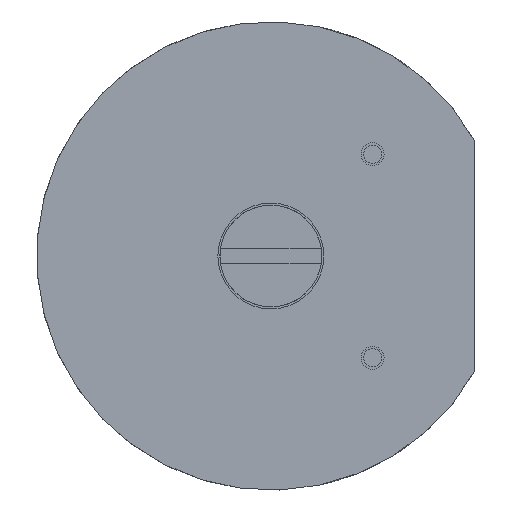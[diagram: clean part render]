
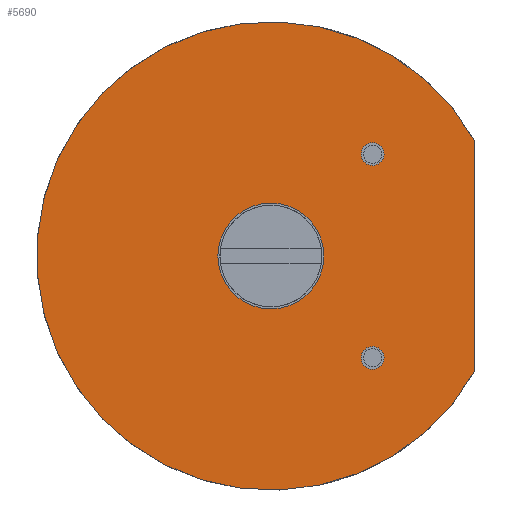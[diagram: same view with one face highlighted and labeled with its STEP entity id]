
A CAD part, left-side view. The second image highlights one B-rep face of the part: STEP entity #5690.
In plain terms, the highlighted planar face has unit normal (-1, 0, 0).
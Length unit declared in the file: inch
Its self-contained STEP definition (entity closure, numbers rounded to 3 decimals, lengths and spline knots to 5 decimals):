
#57 = EDGE_CURVE ( 'NONE', #3276, #3276, #5588, .T. ) ;
#118 = FACE_OUTER_BOUND ( 'NONE', #638, .T. ) ;
#133 = CARTESIAN_POINT ( 'NONE',  ( -1.335, -0.26, 0. ) ) ;
#204 = AXIS2_PLACEMENT_3D ( 'NONE', #584, #1026, #1508 ) ;
#240 = DIRECTION ( 'NONE',  ( -1., 0., 0. ) ) ;
#251 = AXIS2_PLACEMENT_3D ( 'NONE', #543, #240, #4588 ) ;
#453 = LINE ( 'NONE', #2794, #3749 ) ;
#543 = CARTESIAN_POINT ( 'NONE',  ( -1.335, -0.5, 0.5 ) ) ;
#584 = CARTESIAN_POINT ( 'NONE',  ( -1.335, 0., 0. ) ) ;
#595 = EDGE_CURVE ( 'NONE', #4492, #4492, #2114, .T. ) ;
#638 = EDGE_LOOP ( 'NONE', ( #6086, #3242 ) ) ;
#653 = EDGE_CURVE ( 'NONE', #1534, #2062, #1656, .T. ) ;
#791 = DIRECTION ( 'NONE',  ( -1., 0., 0. ) ) ;
#896 = FACE_BOUND ( 'NONE', #3326, .T. ) ;
#906 = CIRCLE ( 'NONE', #5633, 0.056 ) ;
#1026 = DIRECTION ( 'NONE',  ( -1., 0., 0. ) ) ;
#1250 = ORIENTED_EDGE ( 'NONE', *, *, #4287, .F. ) ;
#1257 = DIRECTION ( 'NONE',  ( 0., -1., 0. ) ) ;
#1508 = DIRECTION ( 'NONE',  ( 0., -1., 0. ) ) ;
#1534 = VERTEX_POINT ( 'NONE', #5087 ) ;
#1656 = CIRCLE ( 'NONE', #3769, 1.15 ) ;
#2062 = VERTEX_POINT ( 'NONE', #4172 ) ;
#2114 = CIRCLE ( 'NONE', #251, 0.056 ) ;
#2147 = CARTESIAN_POINT ( 'NONE',  ( -1.335, -0.5, 0.556 ) ) ;
#2241 = DIRECTION ( 'NONE',  ( 0., 0., -1. ) ) ;
#2293 = PLANE ( 'NONE',  #4043 ) ;
#2449 = EDGE_CURVE ( 'NONE', #1534, #2062, #453, .T. ) ;
#2657 = DIRECTION ( 'NONE',  ( 0., -1., 0. ) ) ;
#2687 = CARTESIAN_POINT ( 'NONE',  ( -1.335, -0.5, -0.444 ) ) ;
#2794 = CARTESIAN_POINT ( 'NONE',  ( -1.335, -1., 0. ) ) ;
#3032 = ORIENTED_EDGE ( 'NONE', *, *, #57, .F. ) ;
#3236 = DIRECTION ( 'NONE',  ( -1., 0., 0. ) ) ;
#3242 = ORIENTED_EDGE ( 'NONE', *, *, #653, .T. ) ;
#3276 = VERTEX_POINT ( 'NONE', #133 ) ;
#3326 = EDGE_LOOP ( 'NONE', ( #3032 ) ) ;
#3730 = VERTEX_POINT ( 'NONE', #2687 ) ;
#3743 = DIRECTION ( 'NONE',  ( 0., 0., 1. ) ) ;
#3749 = VECTOR ( 'NONE', #2241, 39.37008 ) ;
#3769 = AXIS2_PLACEMENT_3D ( 'NONE', #5557, #4061, #2657 ) ;
#3920 = FACE_BOUND ( 'NONE', #5242, .T. ) ;
#4043 = AXIS2_PLACEMENT_3D ( 'NONE', #4620, #791, #1257 ) ;
#4061 = DIRECTION ( 'NONE',  ( -1., 0., 0. ) ) ;
#4172 = CARTESIAN_POINT ( 'NONE',  ( -1.335, -1., -0.56789 ) ) ;
#4287 = EDGE_CURVE ( 'NONE', #3730, #3730, #906, .T. ) ;
#4492 = VERTEX_POINT ( 'NONE', #2147 ) ;
#4588 = DIRECTION ( 'NONE',  ( 0., 0., 1. ) ) ;
#4620 = CARTESIAN_POINT ( 'NONE',  ( -1.335, 0., 0. ) ) ;
#4926 = FACE_BOUND ( 'NONE', #5409, .T. ) ;
#5087 = CARTESIAN_POINT ( 'NONE',  ( -1.335, -1., 0.56789 ) ) ;
#5242 = EDGE_LOOP ( 'NONE', ( #1250 ) ) ;
#5409 = EDGE_LOOP ( 'NONE', ( #6007 ) ) ;
#5557 = CARTESIAN_POINT ( 'NONE',  ( -1.335, 0., 0. ) ) ;
#5588 = CIRCLE ( 'NONE', #204, 0.26 ) ;
#5633 = AXIS2_PLACEMENT_3D ( 'NONE', #5664, #3236, #3743 ) ;
#5664 = CARTESIAN_POINT ( 'NONE',  ( -1.335, -0.5, -0.5 ) ) ;
#5690 = ADVANCED_FACE ( 'NONE', ( #896, #4926, #3920, #118 ), #2293, .T. ) ;
#6007 = ORIENTED_EDGE ( 'NONE', *, *, #595, .F. ) ;
#6086 = ORIENTED_EDGE ( 'NONE', *, *, #2449, .F. ) ;
